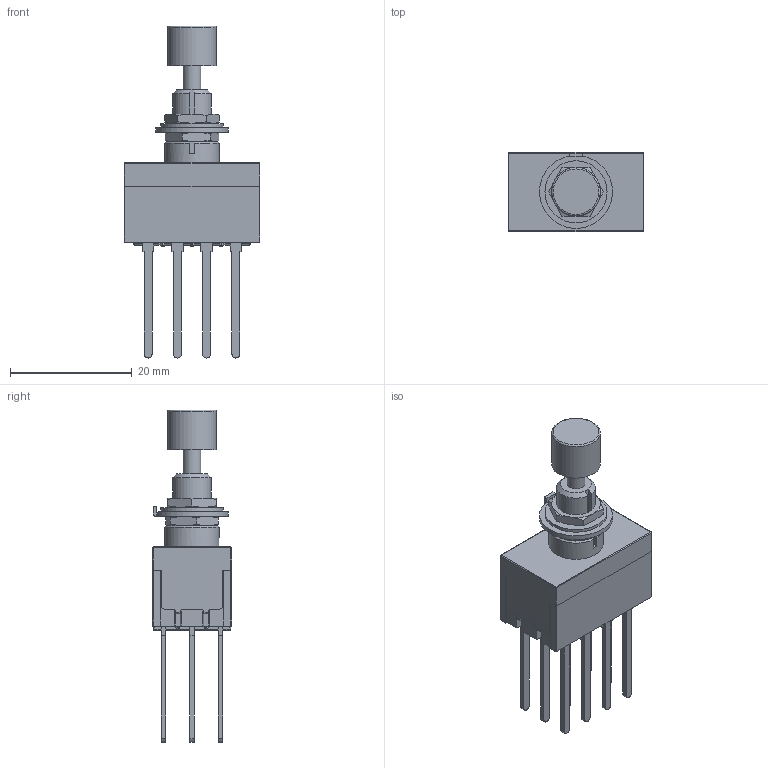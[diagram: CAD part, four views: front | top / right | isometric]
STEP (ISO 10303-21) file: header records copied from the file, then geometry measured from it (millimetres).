
FILE_DESCRIPTION(('FreeCAD Model'),'2;1');
FILE_NAME('MB2185SS1G06-BA.stp', '2017-04-03T08:46:08',('Author'),(''), 'Open CASCADE STEP processor 6.9','FreeCAD','Unknown');
FILE_SCHEMA(('AUTOMOTIVE_DESIGN { 1 0 10303 214 1 1 1 1 }'));
Length unit declared in the file: millimetre
Products named in the file (10): ASSEMBLY; _MB2185S-plunger; _AT513H; _MB2185c; _MBS1-bushings; _MB2185-body; _AT507H; _MBSBA; _MB2185G06-terminals; _AT509
Assembly tree (10 placements, depth 2):
  ASSEMBLY
    _MB2185S-plunger
    _AT513H  x2
    _MB2185c
    _MBS1-bushings
    _MB2185-body
    _AT507H
    _MBSBA
    _MB2185G06-terminals
    _AT509
Bounding box: 22.3 x 13 x 54.56 mm (x, y, z)
Volume: 5076.4 mm3; surface area: 5633.7 mm2
Topology: 10 solids, 10 shells, 465 faces, 1241 edges, 809 vertices
Faces by surface type: plane 302, cylinder 132, cone 30, torus 1
Full cylindrical faces by diameter (mm): 2.896 x1, 5.367 x2, 8.001 x1, 8.992 x1, 10.211 x1
Entity records: 17178 total; most frequent: CARTESIAN_POINT 2694, ORIENTED_EDGE 2368, DIRECTION 2319, EDGE_CURVE 1184, LINE 843, VECTOR 843, VERTEX_POINT 773, AXIS2_PLACEMENT_3D 738
